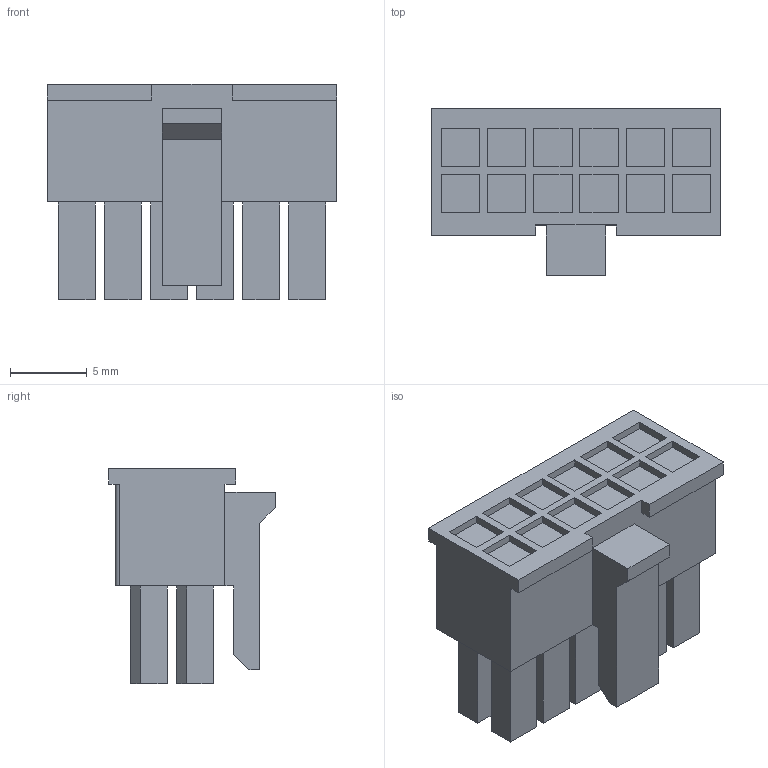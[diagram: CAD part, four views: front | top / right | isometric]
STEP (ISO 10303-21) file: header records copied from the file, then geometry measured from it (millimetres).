
FILE_DESCRIPTION(/* description */ (''),/* implementation_level */ '2;1');
FILE_NAME(/* name */ '430251210wbm000_01_214.stp',/* time_stamp */ '2021-12-06T13:17:12+06:00',/* author */ (''),/* organization */ (''),/* preprocessor_version */ 'ST-DEVELOPER v16.7',/* originating_system */ 'SIEMENS PLM Software NX 1919',/* authorisation */ '');
FILE_SCHEMA (('AUTOMOTIVE_DESIGN { 1 0 10303 214 3 1 1 1 }'));
Length unit declared in the file: millimetre
Products named in the file (1): 430251210wbm000_01
Bounding box: 18.85 x 10.85 x 14 mm (x, y, z)
Volume: 1479.3 mm3; surface area: 1614 mm2
Topology: 1 solids, 1 shells, 240 faces, 606 edges, 404 vertices
Faces by surface type: plane 239, cylinder 1
Entity records: 7076 total; most frequent: CARTESIAN_POINT 1251, ORIENTED_EDGE 1212, DIRECTION 1090, EDGE_CURVE 606, LINE 604, VECTOR 604, VERTEX_POINT 404, EDGE_LOOP 276
